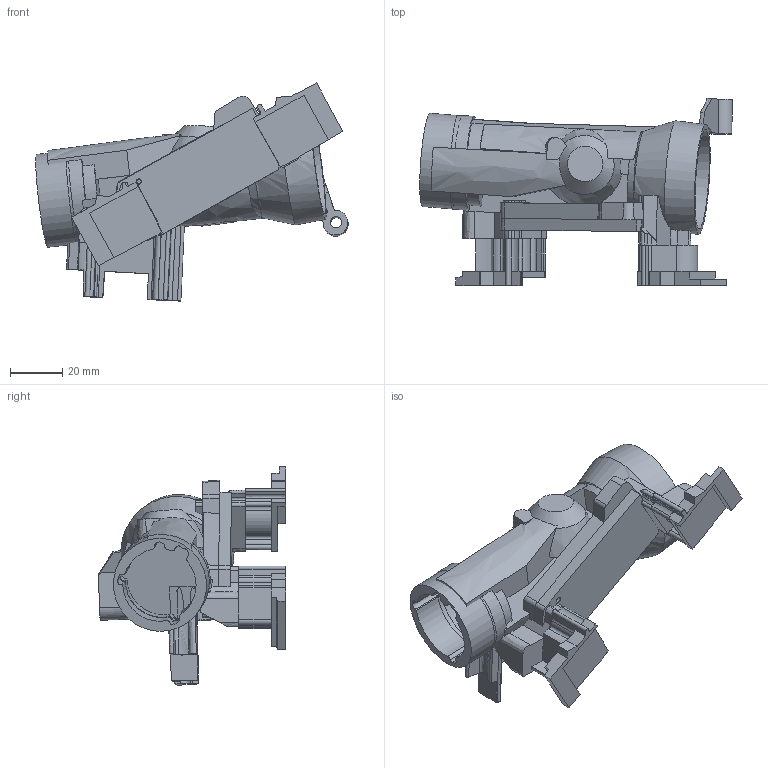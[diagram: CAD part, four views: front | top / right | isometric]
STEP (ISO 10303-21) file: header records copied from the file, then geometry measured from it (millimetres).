
FILE_DESCRIPTION(('STEP AP214'),'1');
FILE_NAME('22jm.stp','2019-05-31T03:11:46',(' '),(' '),'Spatial InterOp 3D',' ',' ');
FILE_SCHEMA(('automotive_design'));
Length unit declared in the file: millimetre
Products named in the file (5): 1; 2; 3; 4; 5
Bounding box: 119.85 x 71.84 x 83.66 mm (x, y, z)
Volume: 101187.2 mm3; surface area: 40735.2 mm2
Topology: 5 solids, 5 shells, 363 faces, 1057 edges, 702 vertices
Faces by surface type: bspline 363
Entity records: 13439 total; most frequent: CARTESIAN_POINT 4893, ORIENTED_EDGE 2076, DIRECTION 1348, EDGE_CURVE 1038, VERTEX_POINT 695, LINE 530, VECTOR 530, AXIS2_PLACEMENT_3D 409
